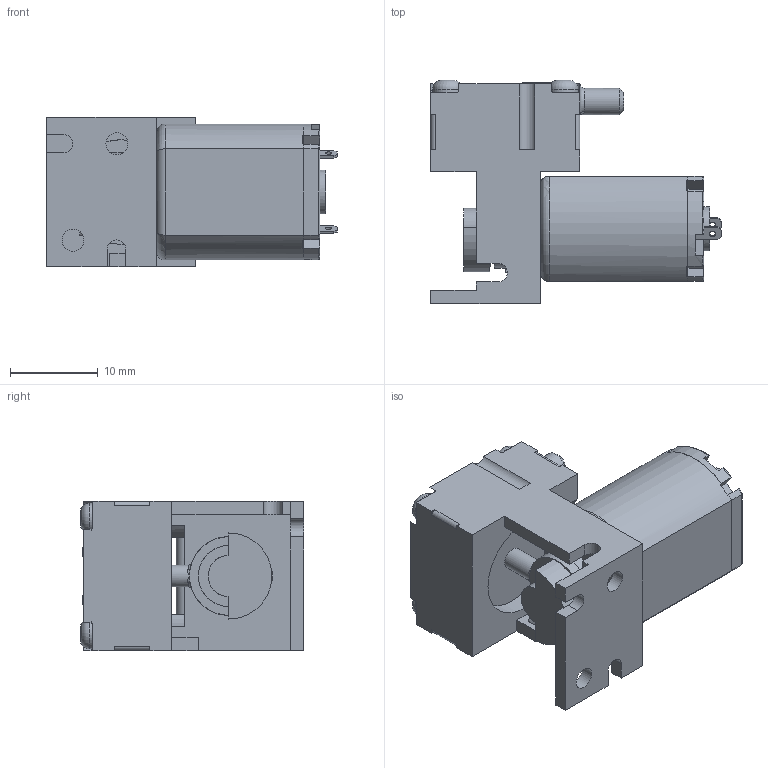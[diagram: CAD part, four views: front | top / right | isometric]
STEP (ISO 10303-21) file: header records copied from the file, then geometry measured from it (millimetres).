
FILE_DESCRIPTION (( 'STEP AP203' ), '1' );
FILE_NAME ('20020215-18.STEP', '2019-07-24T08:12:51', ( 'admin' ), ( 'Gardner Denver' ), 'SwSTEP 2.0', 'SolidWorks 2018', '' );
FILE_SCHEMA (( 'CONFIG_CONTROL_DESIGN' ));
Length unit declared in the file: millimetre
Products named in the file (1): 20020215-18
Bounding box: 33.1 x 25.4 x 17 mm (x, y, z)
Volume: 6917.1 mm3; surface area: 3954.6 mm2
Topology: 1 solids, 2 shells, 235 faces, 641 edges, 413 vertices
Faces by surface type: plane 142, cylinder 52, torus 22, bspline 12, cone 7
Full cylindrical faces by diameter (mm): 0.7 x2, 1.6 x1, 1.611 x1, 2.5 x3, 3 x2, 3.4 x4, 4.7 x1, 5 x1, 6.96 x2, 11.9 x1
Entity records: 7587 total; most frequent: CARTESIAN_POINT 1786, ORIENTED_EDGE 1182, DIRECTION 1153, EDGE_CURVE 591, VERTEX_POINT 399, AXIS2_PLACEMENT_3D 385, LINE 383, VECTOR 383
